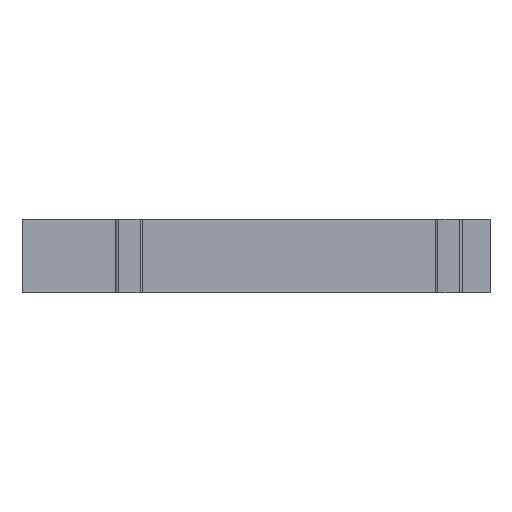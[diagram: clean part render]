
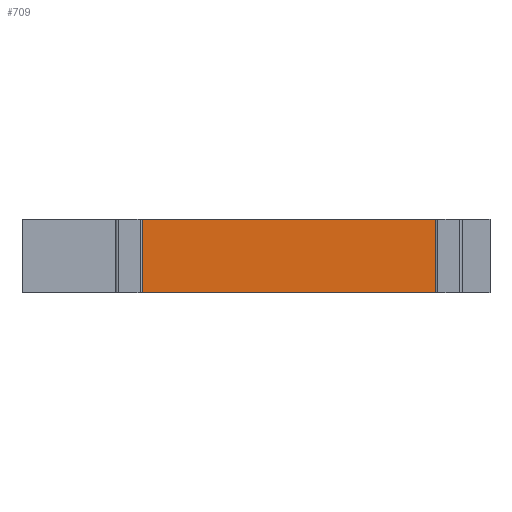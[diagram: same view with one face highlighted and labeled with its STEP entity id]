
A CAD part, front view. The second image highlights one B-rep face of the part: STEP entity #709.
In plain terms, the highlighted planar face has unit normal (0, -1, 0).
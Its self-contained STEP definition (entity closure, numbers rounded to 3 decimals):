
#63=FACE_OUTER_BOUND('',#101,.T.);
#101=EDGE_LOOP('',(#471,#472,#473,#474));
#139=LINE('',#1053,#215);
#140=LINE('',#1055,#216);
#141=LINE('',#1057,#217);
#142=LINE('',#1058,#218);
#215=VECTOR('',#835,10.);
#216=VECTOR('',#836,10.);
#217=VECTOR('',#837,10.);
#218=VECTOR('',#838,10.);
#291=VERTEX_POINT('',#1051);
#292=VERTEX_POINT('',#1052);
#293=VERTEX_POINT('',#1054);
#294=VERTEX_POINT('',#1056);
#363=EDGE_CURVE('',#291,#292,#139,.T.);
#364=EDGE_CURVE('',#291,#293,#140,.T.);
#365=EDGE_CURVE('',#294,#293,#141,.T.);
#366=EDGE_CURVE('',#292,#294,#142,.T.);
#471=ORIENTED_EDGE('',*,*,#363,.F.);
#472=ORIENTED_EDGE('',*,*,#364,.T.);
#473=ORIENTED_EDGE('',*,*,#365,.F.);
#474=ORIENTED_EDGE('',*,*,#366,.F.);
#687=PLANE('',#761);
#709=ADVANCED_FACE('',(#63),#687,.T.);
#761=AXIS2_PLACEMENT_3D('',#1050,#833,#834);
#833=DIRECTION('center_axis',(0.,-1.,0.));
#834=DIRECTION('ref_axis',(1.,0.,0.));
#835=DIRECTION('',(-1.,0.,0.));
#836=DIRECTION('',(0.,0.,1.));
#837=DIRECTION('',(1.,0.,0.));
#838=DIRECTION('',(0.,0.,1.));
#1050=CARTESIAN_POINT('Origin',(120.423,74.,0.));
#1051=CARTESIAN_POINT('',(213.243,74.,0.));
#1052=CARTESIAN_POINT('',(120.423,74.,0.));
#1053=CARTESIAN_POINT('',(230.,74.,0.));
#1054=CARTESIAN_POINT('',(213.243,74.,23.));
#1055=CARTESIAN_POINT('',(213.243,74.,0.));
#1056=CARTESIAN_POINT('',(120.423,74.,23.));
#1057=CARTESIAN_POINT('',(230.,74.,23.));
#1058=CARTESIAN_POINT('',(120.423,74.,0.));
